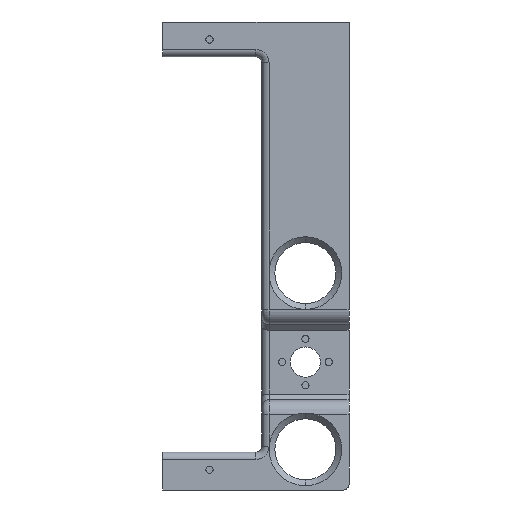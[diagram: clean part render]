
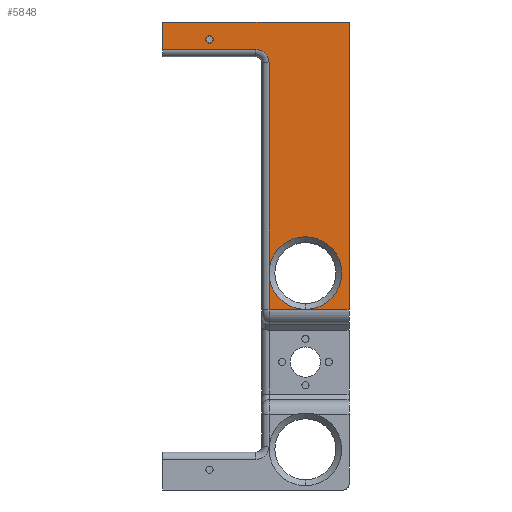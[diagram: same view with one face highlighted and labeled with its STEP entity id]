
A CAD part, front view. The second image highlights one B-rep face of the part: STEP entity #5848.
In plain terms, the highlighted planar face has unit normal (0, -1, 0).
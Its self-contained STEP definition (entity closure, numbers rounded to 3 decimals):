
#30 = DIRECTION ( 'NONE',  ( 0., 0., -1. ) ) ;
#91 = DIRECTION ( 'NONE',  ( 0., 0., -1. ) ) ;
#292 = EDGE_CURVE ( 'NONE', #5453, #3090, #2409, .T. ) ;
#300 = CARTESIAN_POINT ( 'NONE',  ( 7.5, 244.588, 226. ) ) ;
#328 = VECTOR ( 'NONE', #5972, 1000. ) ;
#370 = DIRECTION ( 'NONE',  ( 1., 0., 0. ) ) ;
#375 = EDGE_CURVE ( 'NONE', #1011, #1780, #4535, .T. ) ;
#396 = AXIS2_PLACEMENT_3D ( 'NONE', #1509, #1087, #91 ) ;
#422 = DIRECTION ( 'NONE',  ( 0., 0., 1. ) ) ;
#452 = LINE ( 'NONE', #3312, #4294 ) ;
#463 = VECTOR ( 'NONE', #5368, 1000. ) ;
#487 = PLANE ( 'NONE',  #2014 ) ;
#513 = EDGE_CURVE ( 'NONE', #2307, #3090, #669, .T. ) ;
#517 = CARTESIAN_POINT ( 'NONE',  ( -21.5, 244.588, 226. ) ) ;
#527 = ORIENTED_EDGE ( 'NONE', *, *, #2529, .T. ) ;
#532 = ORIENTED_EDGE ( 'NONE', *, *, #5177, .T. ) ;
#587 = CARTESIAN_POINT ( 'NONE',  ( -37.5, 244.588, 230.75 ) ) ;
#589 = VECTOR ( 'NONE', #1158, 1000. ) ;
#669 = LINE ( 'NONE', #1317, #328 ) ;
#726 = CARTESIAN_POINT ( 'NONE',  ( -4.5, 244.588, 161.625 ) ) ;
#772 = ORIENTED_EDGE ( 'NONE', *, *, #4455, .T. ) ;
#999 = VERTEX_POINT ( 'NONE', #3311 ) ;
#1011 = VERTEX_POINT ( 'NONE', #3367 ) ;
#1087 = DIRECTION ( 'NONE',  ( 0., 1., 0. ) ) ;
#1158 = DIRECTION ( 'NONE',  ( 0., 0., -1. ) ) ;
#1266 = ORIENTED_EDGE ( 'NONE', *, *, #4222, .T. ) ;
#1272 = DIRECTION ( 'NONE',  ( 0., 0., 1. ) ) ;
#1274 = ORIENTED_EDGE ( 'NONE', *, *, #292, .T. ) ;
#1317 = CARTESIAN_POINT ( 'NONE',  ( 10.5, 244.588, 235.5 ) ) ;
#1327 = CARTESIAN_POINT ( 'NONE',  ( -53.5, 244.588, 235.5 ) ) ;
#1379 = CARTESIAN_POINT ( 'NONE',  ( 10.5, 244.588, 136.5 ) ) ;
#1457 = DIRECTION ( 'NONE',  ( 0., 0., -1. ) ) ;
#1509 = CARTESIAN_POINT ( 'NONE',  ( -21.5, 244.588, 221.5 ) ) ;
#1524 = EDGE_LOOP ( 'NONE', ( #1266, #772, #5964, #5609, #527, #1274, #6058, #4900, #5049, #532, #2417 ) ) ;
#1780 = VERTEX_POINT ( 'NONE', #517 ) ;
#1833 = EDGE_CURVE ( 'NONE', #4920, #1945, #2841, .T. ) ;
#1900 = EDGE_CURVE ( 'NONE', #4592, #3404, #452, .T. ) ;
#1907 = VERTEX_POINT ( 'NONE', #4716 ) ;
#1934 = AXIS2_PLACEMENT_3D ( 'NONE', #4983, #3602, #1272 ) ;
#1939 = LINE ( 'NONE', #4863, #589 ) ;
#1945 = VERTEX_POINT ( 'NONE', #587 ) ;
#2014 = AXIS2_PLACEMENT_3D ( 'NONE', #4663, #3776, #30 ) ;
#2025 = DIRECTION ( 'NONE',  ( 0., 1., 0. ) ) ;
#2072 = VERTEX_POINT ( 'NONE', #726 ) ;
#2150 = CARTESIAN_POINT ( 'NONE',  ( -4.5, 244.588, 149.125 ) ) ;
#2307 = VERTEX_POINT ( 'NONE', #2509 ) ;
#2409 = LINE ( 'NONE', #3527, #2921 ) ;
#2417 = ORIENTED_EDGE ( 'NONE', *, *, #4829, .T. ) ;
#2442 = CIRCLE ( 'NONE', #3777, 12.5 ) ;
#2509 = CARTESIAN_POINT ( 'NONE',  ( -53.5, 244.588, 235.5 ) ) ;
#2521 = CIRCLE ( 'NONE', #396, 4.5 ) ;
#2529 = EDGE_CURVE ( 'NONE', #3404, #5453, #5769, .T. ) ;
#2583 = CARTESIAN_POINT ( 'NONE',  ( 10.5, 244.588, 136.5 ) ) ;
#2601 = DIRECTION ( 'NONE',  ( 0., 0., 1. ) ) ;
#2658 = EDGE_CURVE ( 'NONE', #1011, #2307, #5485, .T. ) ;
#2721 = CARTESIAN_POINT ( 'NONE',  ( -37.5, 244.588, 228.25 ) ) ;
#2841 = CIRCLE ( 'NONE', #4613, 1.25 ) ;
#2921 = VECTOR ( 'NONE', #2601, 1000. ) ;
#3090 = VERTEX_POINT ( 'NONE', #3913 ) ;
#3193 = EDGE_LOOP ( 'NONE', ( #4234, #3339 ) ) ;
#3311 = CARTESIAN_POINT ( 'NONE',  ( -4.5, 244.588, 136.625 ) ) ;
#3312 = CARTESIAN_POINT ( 'NONE',  ( -17., 244.588, 136.5 ) ) ;
#3319 = FACE_OUTER_BOUND ( 'NONE', #1524, .T. ) ;
#3339 = ORIENTED_EDGE ( 'NONE', *, *, #5150, .T. ) ;
#3367 = CARTESIAN_POINT ( 'NONE',  ( -53.5, 244.588, 226. ) ) ;
#3388 = FACE_BOUND ( 'NONE', #3193, .T. ) ;
#3404 = VERTEX_POINT ( 'NONE', #5355 ) ;
#3527 = CARTESIAN_POINT ( 'NONE',  ( 10.5, 244.588, 75.5 ) ) ;
#3554 = CIRCLE ( 'NONE', #4910, 12.5 ) ;
#3602 = DIRECTION ( 'NONE',  ( 0., 1., 0. ) ) ;
#3732 = CARTESIAN_POINT ( 'NONE',  ( -17., 244.588, 149.125 ) ) ;
#3776 = DIRECTION ( 'NONE',  ( 0., -1., 0. ) ) ;
#3777 = AXIS2_PLACEMENT_3D ( 'NONE', #4748, #2025, #5289 ) ;
#3913 = CARTESIAN_POINT ( 'NONE',  ( 10.5, 244.588, 235.5 ) ) ;
#4063 = DIRECTION ( 'NONE',  ( 0., 0., 1. ) ) ;
#4185 = DIRECTION ( 'NONE',  ( 0., 1., 0. ) ) ;
#4222 = EDGE_CURVE ( 'NONE', #4592, #2072, #3554, .T. ) ;
#4234 = ORIENTED_EDGE ( 'NONE', *, *, #1833, .T. ) ;
#4294 = VECTOR ( 'NONE', #1457, 1000. ) ;
#4381 = CIRCLE ( 'NONE', #1934, 12.5 ) ;
#4455 = EDGE_CURVE ( 'NONE', #2072, #999, #4381, .T. ) ;
#4535 = LINE ( 'NONE', #300, #463 ) ;
#4592 = VERTEX_POINT ( 'NONE', #3732 ) ;
#4613 = AXIS2_PLACEMENT_3D ( 'NONE', #5171, #4185, #4640 ) ;
#4640 = DIRECTION ( 'NONE',  ( 0., 0., 1. ) ) ;
#4663 = CARTESIAN_POINT ( 'NONE',  ( 7.5, 244.588, 75.5 ) ) ;
#4716 = CARTESIAN_POINT ( 'NONE',  ( -17., 244.588, 221.5 ) ) ;
#4748 = CARTESIAN_POINT ( 'NONE',  ( -4.5, 244.588, 149.125 ) ) ;
#4829 = EDGE_CURVE ( 'NONE', #1907, #4592, #1939, .T. ) ;
#4863 = CARTESIAN_POINT ( 'NONE',  ( -17., 244.588, 136.5 ) ) ;
#4900 = ORIENTED_EDGE ( 'NONE', *, *, #2658, .F. ) ;
#4910 = AXIS2_PLACEMENT_3D ( 'NONE', #2150, #4988, #4063 ) ;
#4920 = VERTEX_POINT ( 'NONE', #2721 ) ;
#4983 = CARTESIAN_POINT ( 'NONE',  ( -4.5, 244.588, 149.125 ) ) ;
#4988 = DIRECTION ( 'NONE',  ( 0., 1., 0. ) ) ;
#5049 = ORIENTED_EDGE ( 'NONE', *, *, #375, .T. ) ;
#5107 = DIRECTION ( 'NONE',  ( 0., 1., 0. ) ) ;
#5150 = EDGE_CURVE ( 'NONE', #1945, #4920, #5310, .T. ) ;
#5166 = VECTOR ( 'NONE', #422, 1000. ) ;
#5171 = CARTESIAN_POINT ( 'NONE',  ( -37.5, 244.588, 229.5 ) ) ;
#5177 = EDGE_CURVE ( 'NONE', #1780, #1907, #2521, .T. ) ;
#5185 = CARTESIAN_POINT ( 'NONE',  ( -37.5, 244.588, 229.5 ) ) ;
#5289 = DIRECTION ( 'NONE',  ( 0., 0., 1. ) ) ;
#5310 = CIRCLE ( 'NONE', #5520, 1.25 ) ;
#5355 = CARTESIAN_POINT ( 'NONE',  ( -17., 244.588, 136.5 ) ) ;
#5368 = DIRECTION ( 'NONE',  ( 1., 0., 0. ) ) ;
#5453 = VERTEX_POINT ( 'NONE', #1379 ) ;
#5485 = LINE ( 'NONE', #1327, #5166 ) ;
#5520 = AXIS2_PLACEMENT_3D ( 'NONE', #5185, #5107, #6074 ) ;
#5557 = EDGE_CURVE ( 'NONE', #999, #4592, #2442, .T. ) ;
#5558 = VECTOR ( 'NONE', #370, 1000. ) ;
#5609 = ORIENTED_EDGE ( 'NONE', *, *, #1900, .T. ) ;
#5769 = LINE ( 'NONE', #2583, #5558 ) ;
#5848 = ADVANCED_FACE ( 'NONE', ( #3319, #3388 ), #487, .T. ) ;
#5964 = ORIENTED_EDGE ( 'NONE', *, *, #5557, .T. ) ;
#5972 = DIRECTION ( 'NONE',  ( 1., 0., 0. ) ) ;
#6058 = ORIENTED_EDGE ( 'NONE', *, *, #513, .F. ) ;
#6074 = DIRECTION ( 'NONE',  ( 0., 0., 1. ) ) ;
